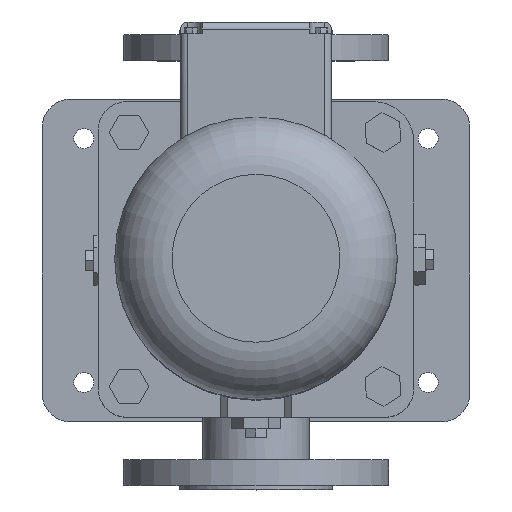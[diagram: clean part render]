
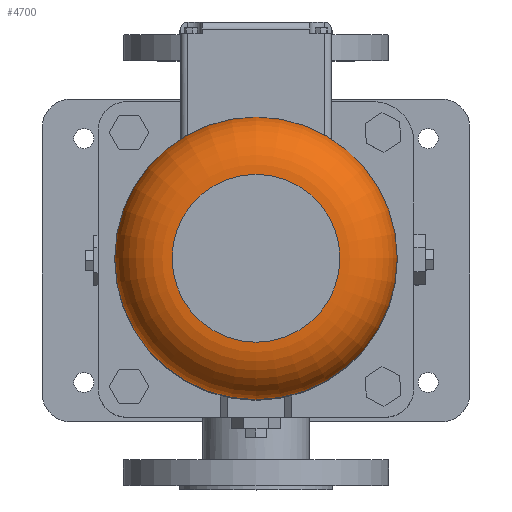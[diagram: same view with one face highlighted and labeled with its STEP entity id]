
A CAD part, top view. The second image highlights one B-rep face of the part: STEP entity #4700.
In plain terms, the highlighted toroidal (fillet/blend) face has major radius 58.5 mm and minor radius 40 mm.
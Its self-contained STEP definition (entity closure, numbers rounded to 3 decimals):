
#4700=ADVANCED_FACE('',(#8834,#8836),#8838,.T.);
#8834=FACE_OUTER_BOUND('',#8835,.T.);
#8835=EDGE_LOOP('',(#11728));
#8836=FACE_OUTER_BOUND('',#8837,.T.);
#8837=EDGE_LOOP('',(#11729));
#8838=TOROIDAL_SURFACE('',#8839,58.5,40.);
#8839=AXIS2_PLACEMENT_3D('',#8840,#8841,#8842);
#8840=CARTESIAN_POINT('',(0.,0.,880.));
#8841=DIRECTION('',(0.,0.,-1.));
#8842=DIRECTION('',(0.,1.,0.));
#11728=ORIENTED_EDGE('',*,*,#13154,.F.);
#11729=ORIENTED_EDGE('',*,*,#13238,.T.);
#13154=EDGE_CURVE('',#15587,#15587,#15588,.T.);
#13238=EDGE_CURVE('',#15704,#15704,#15705,.T.);
#15587=VERTEX_POINT('',#23560);
#15588=CIRCLE('',#23561,98.5);
#15704=VERTEX_POINT('',#24009);
#15705=CIRCLE('',#24010,58.5);
#23560=CARTESIAN_POINT('',(0.,98.5,880.));
#23561=AXIS2_PLACEMENT_3D('',#23562,#23563,#23564);
#23562=CARTESIAN_POINT('',(0.,0.,880.));
#23563=DIRECTION('',(0.,0.,-1.));
#23564=DIRECTION('',(0.,1.,0.));
#24009=CARTESIAN_POINT('',(0.,58.5,920.));
#24010=AXIS2_PLACEMENT_3D('',#24011,#24012,#24013);
#24011=CARTESIAN_POINT('',(0.,0.,920.));
#24012=DIRECTION('',(0.,0.,-1.));
#24013=DIRECTION('',(0.,1.,0.));
